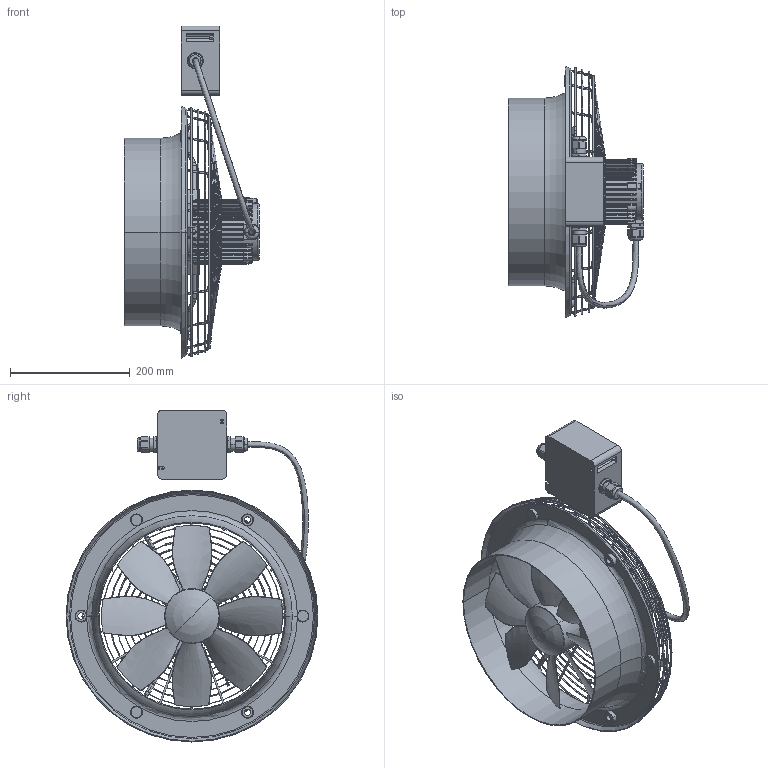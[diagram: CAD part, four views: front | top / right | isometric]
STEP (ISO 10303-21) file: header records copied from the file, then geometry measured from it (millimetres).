
FILE_DESCRIPTION(('Creo Elements/Direct Modeling STEP Export'),'2;1');
FILE_NAME('0094.0206_DZS_30_4_B_Ex_t.stp','2022-11-29T13:45:41',(''),(''),'PTC Creo Elements/Direct Modeling STEP processor for AP214 (Solid Model)','PTC Creo Elements/Direct Modeling 19.0C 15-Aug-2015 (C) Parametric Technology GmbH','');
FILE_SCHEMA(('AUTOMOTIVE_DESIGN { 1 0 10303 214 1 1 1 1 }'));
Length unit declared in the file: millimetre
Products named in the file (4): Kabel; 0094.0206_DZS_30_4_B_Ex_t; Klemmkasten
Assembly tree (3 placements, depth 2):
  0094.0206_DZS_30_4_B_Ex_t
    Klemmkasten
    0094.0206_DZS_30_4_B_Ex_t
    Kabel
Bounding box: 226.54 x 420 x 553.5 mm (x, y, z)
Volume: 2662514 mm3; surface area: 783546.8 mm2
Topology: 3 solids, 4 shells, 1407 faces, 3959 edges, 2623 vertices
Faces by surface type: plane 589, cylinder 259, bspline 254, torus 163, extrusion 72, cone 66, sphere 4
Entity records: 163166 total; most frequent: CARTESIAN_POINT 130936, ORIENTED_EDGE 7914, DIRECTION 4432, EDGE_CURVE 3957, VERTEX_POINT 2623, EDGE_LOOP 1732, AXIS2_PLACEMENT_3D 1606, B_SPLINE_CURVE_WITH_KNOTS 1416
